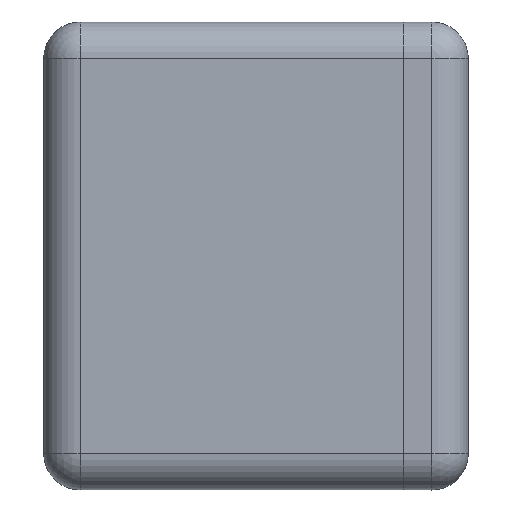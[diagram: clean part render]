
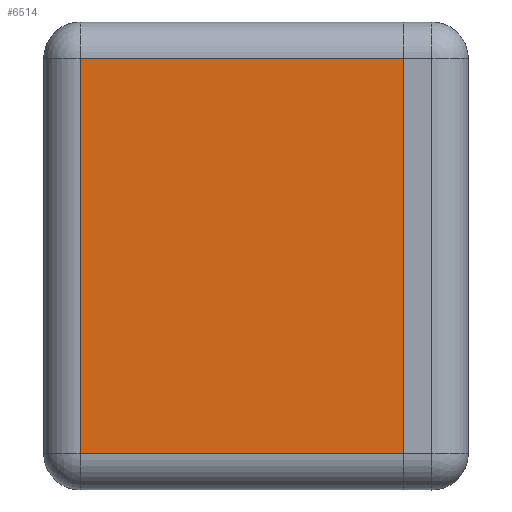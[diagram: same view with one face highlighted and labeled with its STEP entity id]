
A CAD part, left-side view. The second image highlights one B-rep face of the part: STEP entity #6514.
In plain terms, the highlighted planar face has unit normal (-1, 0, 0).
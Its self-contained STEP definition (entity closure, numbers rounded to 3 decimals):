
#1594 = LINE ( 'NONE', #126103, #197249 ) ;
#6514 = ADVANCED_FACE ( 'NONE', ( #61068 ), #223015, .T. ) ;
#9173 = DIRECTION ( 'NONE',  ( 0., 0., -1. ) ) ;
#19074 = AXIS2_PLACEMENT_3D ( 'NONE', #204293, #63362, #58764 ) ;
#19940 = CARTESIAN_POINT ( 'NONE',  ( -817.875, -223.256, 959.331 ) ) ;
#23251 = VECTOR ( 'NONE', #9173, 1000. ) ;
#26806 = CARTESIAN_POINT ( 'NONE',  ( -817.875, -223.256, 13.181 ) ) ;
#36351 = CARTESIAN_POINT ( 'NONE',  ( -817.875, -213.256, 959.331 ) ) ;
#39197 = DIRECTION ( 'NONE',  ( 0., 0., -1. ) ) ;
#58764 = DIRECTION ( 'NONE',  ( 0., 0., 1. ) ) ;
#61068 = FACE_OUTER_BOUND ( 'NONE', #97925, .T. ) ;
#63362 = DIRECTION ( 'NONE',  ( -1., 0., 0. ) ) ;
#76330 = CARTESIAN_POINT ( 'NONE',  ( -817.875, -213.256, 93.181 ) ) ;
#84365 = ORIENTED_EDGE ( 'NONE', *, *, #145187, .F. ) ;
#86819 = EDGE_CURVE ( 'NONE', #115971, #230701, #143127, .T. ) ;
#97925 = EDGE_LOOP ( 'NONE', ( #218035, #116506, #84365, #110829 ) ) ;
#110829 = ORIENTED_EDGE ( 'NONE', *, *, #86819, .T. ) ;
#115971 = VERTEX_POINT ( 'NONE', #19940 ) ;
#116506 = ORIENTED_EDGE ( 'NONE', *, *, #182874, .T. ) ;
#123727 = EDGE_CURVE ( 'NONE', #230701, #178715, #1594, .T. ) ;
#126103 = CARTESIAN_POINT ( 'NONE',  ( -817.875, 486.256, 13.181 ) ) ;
#128011 = LINE ( 'NONE', #76330, #228176 ) ;
#143127 = LINE ( 'NONE', #36351, #190285 ) ;
#145187 = EDGE_CURVE ( 'NONE', #115971, #207544, #168797, .T. ) ;
#145420 = CARTESIAN_POINT ( 'NONE',  ( -817.875, 486.256, 93.181 ) ) ;
#147300 = CARTESIAN_POINT ( 'NONE',  ( -817.875, -223.256, 93.181 ) ) ;
#147892 = DIRECTION ( 'NONE',  ( 0., -1., 0. ) ) ;
#168797 = LINE ( 'NONE', #26806, #23251 ) ;
#178715 = VERTEX_POINT ( 'NONE', #145420 ) ;
#179512 = DIRECTION ( 'NONE',  ( 0., 1., 0. ) ) ;
#182874 = EDGE_CURVE ( 'NONE', #178715, #207544, #128011, .T. ) ;
#190285 = VECTOR ( 'NONE', #179512, 1000. ) ;
#197249 = VECTOR ( 'NONE', #39197, 1000. ) ;
#204293 = CARTESIAN_POINT ( 'NONE',  ( -817.875, -213.256, 13.181 ) ) ;
#207544 = VERTEX_POINT ( 'NONE', #147300 ) ;
#214872 = CARTESIAN_POINT ( 'NONE',  ( -817.875, 486.256, 959.331 ) ) ;
#218035 = ORIENTED_EDGE ( 'NONE', *, *, #123727, .T. ) ;
#223015 = PLANE ( 'NONE',  #19074 ) ;
#228176 = VECTOR ( 'NONE', #147892, 1000. ) ;
#230701 = VERTEX_POINT ( 'NONE', #214872 ) ;
